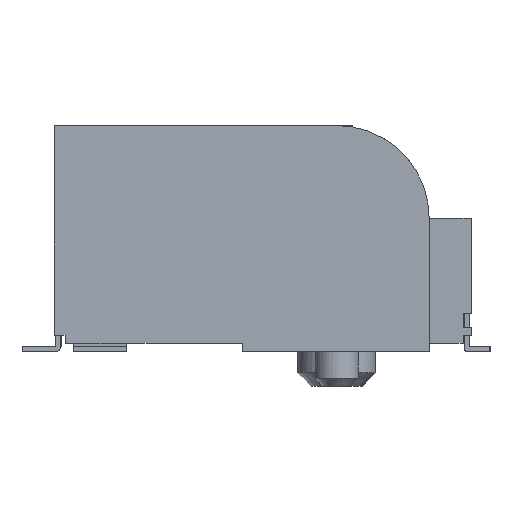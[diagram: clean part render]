
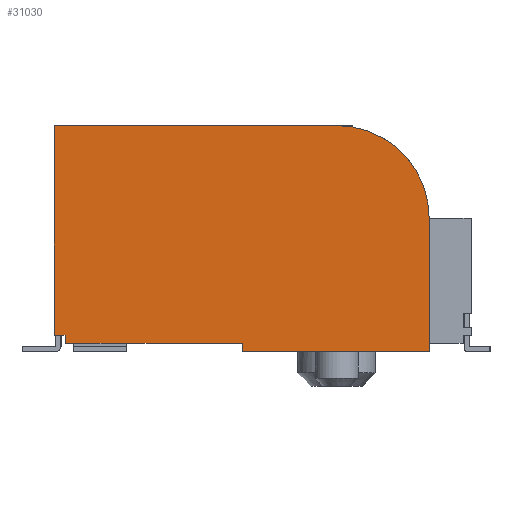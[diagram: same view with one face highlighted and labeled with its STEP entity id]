
A CAD part, left-side view. The second image highlights one B-rep face of the part: STEP entity #31030.
In plain terms, the highlighted planar face has unit normal (-1, 0, 0).
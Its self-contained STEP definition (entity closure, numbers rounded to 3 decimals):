
#30856 = VERTEX_POINT('',#30857);
#30857 = CARTESIAN_POINT('',(-10.95,-1.475,0.));
#30863 = EDGE_CURVE('',#30856,#30864,#30866,.T.);
#30864 = VERTEX_POINT('',#30865);
#30865 = CARTESIAN_POINT('',(-10.95,0.275,0.));
#30866 = LINE('',#30867,#30868);
#30867 = CARTESIAN_POINT('',(-10.95,-1.475,0.)
  );
#30868 = VECTOR('',#30869,1.);
#30869 = DIRECTION('',(0.,1.,0.));
#31011 = EDGE_CURVE('',#30864,#31012,#31014,.T.);
#31012 = VERTEX_POINT('',#31013);
#31013 = CARTESIAN_POINT('',(-10.95,0.275,0.15));
#31014 = LINE('',#31015,#31016);
#31015 = CARTESIAN_POINT('',(-10.95,0.275,0.)
  );
#31016 = VECTOR('',#31017,1.);
#31017 = DIRECTION('',(0.,0.,1.));
#31030 = ADVANCED_FACE('',(#31031),#31122,.T.);
#31031 = FACE_BOUND('',#31032,.F.);
#31032 = EDGE_LOOP('',(#31033,#31034,#31035,#31043,#31051,#31059,#31067,
    #31075,#31083,#31091,#31099,#31108,#31116));
#31033 = ORIENTED_EDGE('',*,*,#30863,.T.);
#31034 = ORIENTED_EDGE('',*,*,#31011,.T.);
#31035 = ORIENTED_EDGE('',*,*,#31036,.T.);
#31036 = EDGE_CURVE('',#31012,#31037,#31039,.T.);
#31037 = VERTEX_POINT('',#31038);
#31038 = CARTESIAN_POINT('',(-10.95,2.425,0.15));
#31039 = LINE('',#31040,#31041);
#31040 = CARTESIAN_POINT('',(-10.95,0.275,0.15));
#31041 = VECTOR('',#31042,1.);
#31042 = DIRECTION('',(0.,1.,0.));
#31043 = ORIENTED_EDGE('',*,*,#31044,.T.);
#31044 = EDGE_CURVE('',#31037,#31045,#31047,.T.);
#31045 = VERTEX_POINT('',#31046);
#31046 = CARTESIAN_POINT('',(-10.95,2.925,0.15));
#31047 = LINE('',#31048,#31049);
#31048 = CARTESIAN_POINT('',(-10.95,2.425,0.15));
#31049 = VECTOR('',#31050,1.);
#31050 = DIRECTION('',(0.,1.,0.));
#31051 = ORIENTED_EDGE('',*,*,#31052,.T.);
#31052 = EDGE_CURVE('',#31045,#31053,#31055,.T.);
#31053 = VERTEX_POINT('',#31054);
#31054 = CARTESIAN_POINT('',(-10.95,3.425,0.15));
#31055 = LINE('',#31056,#31057);
#31056 = CARTESIAN_POINT('',(-10.95,2.925,0.15));
#31057 = VECTOR('',#31058,1.);
#31058 = DIRECTION('',(0.,1.,0.));
#31059 = ORIENTED_EDGE('',*,*,#31060,.T.);
#31060 = EDGE_CURVE('',#31053,#31061,#31063,.T.);
#31061 = VERTEX_POINT('',#31062);
#31062 = CARTESIAN_POINT('',(-10.95,3.575,0.15));
#31063 = LINE('',#31064,#31065);
#31064 = CARTESIAN_POINT('',(-10.95,3.425,0.15));
#31065 = VECTOR('',#31066,1.);
#31066 = DIRECTION('',(0.,1.,0.));
#31067 = ORIENTED_EDGE('',*,*,#31068,.T.);
#31068 = EDGE_CURVE('',#31061,#31069,#31071,.T.);
#31069 = VERTEX_POINT('',#31070);
#31070 = CARTESIAN_POINT('',(-10.95,3.575,0.3));
#31071 = LINE('',#31072,#31073);
#31072 = CARTESIAN_POINT('',(-10.95,3.575,0.15));
#31073 = VECTOR('',#31074,1.);
#31074 = DIRECTION('',(0.,0.,1.));
#31075 = ORIENTED_EDGE('',*,*,#31076,.T.);
#31076 = EDGE_CURVE('',#31069,#31077,#31079,.T.);
#31077 = VERTEX_POINT('',#31078);
#31078 = CARTESIAN_POINT('',(-10.95,3.775,0.3));
#31079 = LINE('',#31080,#31081);
#31080 = CARTESIAN_POINT('',(-10.95,3.575,0.3));
#31081 = VECTOR('',#31082,1.);
#31082 = DIRECTION('',(0.,1.,0.));
#31083 = ORIENTED_EDGE('',*,*,#31084,.T.);
#31084 = EDGE_CURVE('',#31077,#31085,#31087,.T.);
#31085 = VERTEX_POINT('',#31086);
#31086 = CARTESIAN_POINT('',(-10.95,3.775,4.2));
#31087 = LINE('',#31088,#31089);
#31088 = CARTESIAN_POINT('',(-10.95,3.775,0.3));
#31089 = VECTOR('',#31090,1.);
#31090 = DIRECTION('',(0.,0.,1.));
#31091 = ORIENTED_EDGE('',*,*,#31092,.T.);
#31092 = EDGE_CURVE('',#31085,#31093,#31095,.T.);
#31093 = VERTEX_POINT('',#31094);
#31094 = CARTESIAN_POINT('',(-10.95,-1.475,4.2));
#31095 = LINE('',#31096,#31097);
#31096 = CARTESIAN_POINT('',(-10.95,3.775,4.2));
#31097 = VECTOR('',#31098,1.);
#31098 = DIRECTION('',(0.,-1.,0.));
#31099 = ORIENTED_EDGE('',*,*,#31100,.T.);
#31100 = EDGE_CURVE('',#31093,#31101,#31103,.T.);
#31101 = VERTEX_POINT('',#31102);
#31102 = CARTESIAN_POINT('',(-10.95,-3.195,2.48));
#31103 = CIRCLE('',#31104,1.72);
#31104 = AXIS2_PLACEMENT_3D('',#31105,#31106,#31107);
#31105 = CARTESIAN_POINT('',(-10.95,-1.475,2.48));
#31106 = DIRECTION('',(1.,0.,0.));
#31107 = DIRECTION('',(0.,1.,0.));
#31108 = ORIENTED_EDGE('',*,*,#31109,.T.);
#31109 = EDGE_CURVE('',#31101,#31110,#31112,.T.);
#31110 = VERTEX_POINT('',#31111);
#31111 = CARTESIAN_POINT('',(-10.95,-3.195,0.));
#31112 = LINE('',#31113,#31114);
#31113 = CARTESIAN_POINT('',(-10.95,-3.195,2.48));
#31114 = VECTOR('',#31115,1.);
#31115 = DIRECTION('',(0.,0.,-1.));
#31116 = ORIENTED_EDGE('',*,*,#31117,.T.);
#31117 = EDGE_CURVE('',#31110,#30856,#31118,.T.);
#31118 = LINE('',#31119,#31120);
#31119 = CARTESIAN_POINT('',(-10.95,-3.195,0.)
  );
#31120 = VECTOR('',#31121,1.);
#31121 = DIRECTION('',(0.,1.,0.));
#31122 = PLANE('',#31123);
#31123 = AXIS2_PLACEMENT_3D('',#31124,#31125,#31126);
#31124 = CARTESIAN_POINT('',(-10.95,0.4,
    2.039));
#31125 = DIRECTION('',(-1.,0.,0.));
#31126 = DIRECTION('',(0.,0.,-1.));
